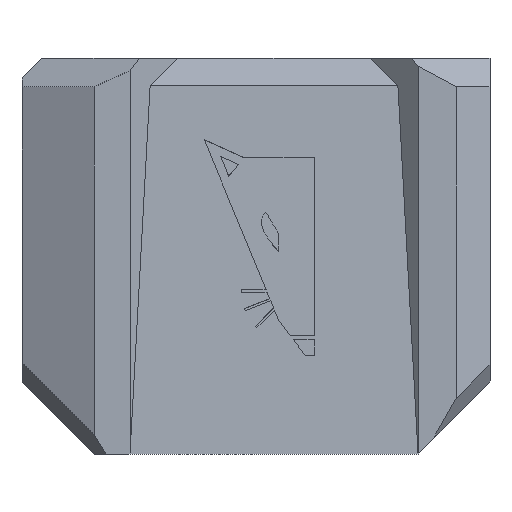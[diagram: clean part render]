
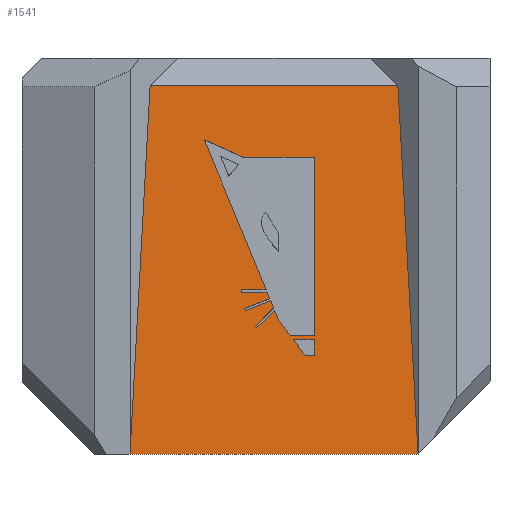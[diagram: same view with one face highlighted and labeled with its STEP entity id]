
A CAD part, front view. The second image highlights one B-rep face of the part: STEP entity #1541.
In plain terms, the highlighted planar face has unit normal (0, -0.999, 0.054).
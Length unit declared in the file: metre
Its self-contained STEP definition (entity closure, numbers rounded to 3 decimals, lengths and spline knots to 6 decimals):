
#32=CIRCLE('',#1646,0.008938);
#121=ORIENTED_EDGE('',*,*,#562,.F.);
#122=ORIENTED_EDGE('',*,*,#563,.F.);
#123=ORIENTED_EDGE('',*,*,#564,.F.);
#124=ORIENTED_EDGE('',*,*,#565,.F.);
#125=ORIENTED_EDGE('',*,*,#566,.T.);
#126=ORIENTED_EDGE('',*,*,#567,.T.);
#127=ORIENTED_EDGE('',*,*,#568,.T.);
#128=ORIENTED_EDGE('',*,*,#542,.T.);
#129=ORIENTED_EDGE('',*,*,#569,.T.);
#130=ORIENTED_EDGE('',*,*,#570,.F.);
#131=ORIENTED_EDGE('',*,*,#571,.T.);
#132=ORIENTED_EDGE('',*,*,#572,.F.);
#133=ORIENTED_EDGE('',*,*,#573,.F.);
#134=ORIENTED_EDGE('',*,*,#574,.F.);
#135=ORIENTED_EDGE('',*,*,#575,.F.);
#136=ORIENTED_EDGE('',*,*,#576,.F.);
#137=ORIENTED_EDGE('',*,*,#577,.T.);
#138=ORIENTED_EDGE('',*,*,#578,.T.);
#139=ORIENTED_EDGE('',*,*,#579,.F.);
#140=ORIENTED_EDGE('',*,*,#580,.T.);
#141=ORIENTED_EDGE('',*,*,#581,.F.);
#142=ORIENTED_EDGE('',*,*,#582,.F.);
#143=ORIENTED_EDGE('',*,*,#583,.F.);
#144=ORIENTED_EDGE('',*,*,#584,.F.);
#145=ORIENTED_EDGE('',*,*,#585,.F.);
#146=ORIENTED_EDGE('',*,*,#586,.F.);
#542=EDGE_CURVE('',#766,#765,#907,.T.);
#562=EDGE_CURVE('',#779,#780,#927,.T.);
#563=EDGE_CURVE('',#781,#779,#928,.T.);
#564=EDGE_CURVE('',#782,#781,#929,.T.);
#565=EDGE_CURVE('',#780,#782,#930,.T.);
#566=EDGE_CURVE('',#765,#783,#931,.F.);
#567=EDGE_CURVE('',#783,#784,#932,.T.);
#568=EDGE_CURVE('',#784,#766,#933,.T.);
#569=EDGE_CURVE('',#785,#786,#934,.T.);
#570=EDGE_CURVE('',#787,#786,#32,.T.);
#571=EDGE_CURVE('',#787,#788,#935,.T.);
#572=EDGE_CURVE('',#789,#788,#936,.T.);
#573=EDGE_CURVE('',#790,#789,#937,.T.);
#574=EDGE_CURVE('',#791,#790,#938,.T.);
#575=EDGE_CURVE('',#792,#791,#939,.T.);
#576=EDGE_CURVE('',#793,#792,#940,.T.);
#577=EDGE_CURVE('',#793,#794,#941,.T.);
#578=EDGE_CURVE('',#794,#795,#942,.T.);
#579=EDGE_CURVE('',#796,#795,#943,.T.);
#580=EDGE_CURVE('',#796,#797,#944,.T.);
#581=EDGE_CURVE('',#798,#797,#945,.T.);
#582=EDGE_CURVE('',#799,#798,#946,.T.);
#583=EDGE_CURVE('',#800,#799,#947,.T.);
#584=EDGE_CURVE('',#801,#800,#948,.T.);
#585=EDGE_CURVE('',#802,#801,#949,.T.);
#586=EDGE_CURVE('',#785,#802,#950,.T.);
#765=VERTEX_POINT('',#2252);
#766=VERTEX_POINT('',#2254);
#779=VERTEX_POINT('',#2292);
#780=VERTEX_POINT('',#2293);
#781=VERTEX_POINT('',#2295);
#782=VERTEX_POINT('',#2297);
#783=VERTEX_POINT('',#2300);
#784=VERTEX_POINT('',#2302);
#785=VERTEX_POINT('',#2305);
#786=VERTEX_POINT('',#2306);
#787=VERTEX_POINT('',#2308);
#788=VERTEX_POINT('',#2310);
#789=VERTEX_POINT('',#2312);
#790=VERTEX_POINT('',#2314);
#791=VERTEX_POINT('',#2316);
#792=VERTEX_POINT('',#2318);
#793=VERTEX_POINT('',#2320);
#794=VERTEX_POINT('',#2322);
#795=VERTEX_POINT('',#2324);
#796=VERTEX_POINT('',#2326);
#797=VERTEX_POINT('',#2328);
#798=VERTEX_POINT('',#2330);
#799=VERTEX_POINT('',#2332);
#800=VERTEX_POINT('',#2334);
#801=VERTEX_POINT('',#2336);
#802=VERTEX_POINT('',#2338);
#907=LINE('',#2253,#1104);
#927=LINE('',#2291,#1124);
#928=LINE('',#2294,#1125);
#929=LINE('',#2296,#1126);
#930=LINE('',#2298,#1127);
#931=LINE('',#2299,#1128);
#932=LINE('',#2301,#1129);
#933=LINE('',#2303,#1130);
#934=LINE('',#2304,#1131);
#935=LINE('',#2309,#1132);
#936=LINE('',#2311,#1133);
#937=LINE('',#2313,#1134);
#938=LINE('',#2315,#1135);
#939=LINE('',#2317,#1136);
#940=LINE('',#2319,#1137);
#941=LINE('',#2321,#1138);
#942=LINE('',#2323,#1139);
#943=LINE('',#2325,#1140);
#944=LINE('',#2327,#1141);
#945=LINE('',#2329,#1142);
#946=LINE('',#2331,#1143);
#947=LINE('',#2333,#1144);
#948=LINE('',#2335,#1145);
#949=LINE('',#2337,#1146);
#950=LINE('',#2339,#1147);
#1104=VECTOR('',#1800,1.);
#1124=VECTOR('',#1830,1.);
#1125=VECTOR('',#1831,1.);
#1126=VECTOR('',#1832,1.);
#1127=VECTOR('',#1833,1.);
#1128=VECTOR('',#1834,1.);
#1129=VECTOR('',#1835,1.);
#1130=VECTOR('',#1836,1.);
#1131=VECTOR('',#1837,1.);
#1132=VECTOR('',#1840,1.);
#1133=VECTOR('',#1841,1.);
#1134=VECTOR('',#1842,1.);
#1135=VECTOR('',#1843,1.);
#1136=VECTOR('',#1844,1.);
#1137=VECTOR('',#1845,1.);
#1138=VECTOR('',#1846,1.);
#1139=VECTOR('',#1847,1.);
#1140=VECTOR('',#1848,1.);
#1141=VECTOR('',#1849,1.);
#1142=VECTOR('',#1850,1.);
#1143=VECTOR('',#1851,1.);
#1144=VECTOR('',#1852,1.);
#1145=VECTOR('',#1853,1.);
#1146=VECTOR('',#1854,1.);
#1147=VECTOR('',#1855,1.);
#1275=EDGE_LOOP('',(#121,#122,#123,#124));
#1276=EDGE_LOOP('',(#125,#126,#127,#128));
#1277=EDGE_LOOP('',(#129,#130,#131,#132,#133,#134,#135,#136,#137,#138,#139,
#140,#141,#142,#143,#144,#145,#146));
#1373=FACE_BOUND('',#1275,.T.);
#1374=FACE_BOUND('',#1276,.T.);
#1375=FACE_BOUND('',#1277,.T.);
#1468=PLANE('',#1645);
#1541=ADVANCED_FACE('',(#1373,#1374,#1375),#1468,.F.);
#1645=AXIS2_PLACEMENT_3D('',#2290,#1828,#1829);
#1646=AXIS2_PLACEMENT_3D('',#2307,#1838,#1839);
#1800=DIRECTION('',(1.,0.,0.));
#1828=DIRECTION('',(0.,0.999,-0.054));
#1829=DIRECTION('',(0.,0.054,0.999));
#1830=DIRECTION('',(1.,0.,0.));
#1831=DIRECTION('',(0.603,-0.043,-0.797));
#1832=DIRECTION('',(-1.,0.,0.));
#1833=DIRECTION('',(0.,0.054,0.999));
#1834=DIRECTION('',(0.054,-0.054,-0.997));
#1835=DIRECTION('',(-1.,0.,0.));
#1836=DIRECTION('',(-0.054,-0.054,-0.997));
#1837=DIRECTION('',(-0.932,-0.02,-0.361));
#1838=DIRECTION('',(0.,-0.999,0.054));
#1839=DIRECTION('',(0.,-0.054,-0.999));
#1840=DIRECTION('',(0.933,0.02,0.36));
#1841=DIRECTION('',(0.381,-0.05,-0.923));
#1842=DIRECTION('',(1.,0.,0.));
#1843=DIRECTION('',(0.,-0.054,-0.999));
#1844=DIRECTION('',(-1.,0.,0.));
#1845=DIRECTION('',(0.381,-0.05,-0.923));
#1846=DIRECTION('',(0.911,-0.022,-0.411));
#1847=DIRECTION('',(1.,0.,0.004));
#1848=DIRECTION('',(0.,0.054,0.999));
#1849=DIRECTION('',(-1.,0.,0.));
#1850=DIRECTION('',(0.603,-0.043,-0.797));
#1851=DIRECTION('',(0.381,-0.05,-0.923));
#1852=DIRECTION('',(0.713,0.038,0.701));
#1853=DIRECTION('',(0.714,-0.038,-0.699));
#1854=DIRECTION('',(-0.707,-0.039,-0.706));
#1855=DIRECTION('',(0.381,-0.05,-0.923));
#2252=CARTESIAN_POINT('',(0.02,-0.02,-0.05));
#2253=CARTESIAN_POINT('',(-0.015,-0.02,-0.05));
#2254=CARTESIAN_POINT('',(-0.02,-0.02,-0.05));
#2290=CARTESIAN_POINT('',(-0.015,-0.0185,-0.0225));
#2291=CARTESIAN_POINT('',(0.004968,-0.019253,-0.036305));
#2292=CARTESIAN_POINT('',(0.004337,-0.019253,-0.036305));
#2293=CARTESIAN_POINT('',(0.005599,-0.019253,-0.036305));
#2294=CARTESIAN_POINT('',(0.003514,-0.019194,-0.035217));
#2295=CARTESIAN_POINT('',(0.002691,-0.019134,-0.034129));
#2296=CARTESIAN_POINT('',(0.004145,-0.019134,-0.034129));
#2297=CARTESIAN_POINT('',(0.005599,-0.019134,-0.034129));
#2298=CARTESIAN_POINT('',(0.005599,-0.019194,-0.035217));
#2299=CARTESIAN_POINT('',(0.018401,-0.018401,-0.020684));
#2300=CARTESIAN_POINT('',(0.017206,-0.017206,0.001218));
#2301=CARTESIAN_POINT('',(-0.017,-0.017206,0.001218));
#2302=CARTESIAN_POINT('',(-0.017206,-0.017206,0.001218));
#2303=CARTESIAN_POINT('',(-0.01849,-0.01849,-0.02231));
#2304=CARTESIAN_POINT('',(-0.002231,-0.018876,-0.0294));
#2305=CARTESIAN_POINT('',(-0.000466,-0.018839,-0.028718));
#2306=CARTESIAN_POINT('',(-0.003995,-0.018914,-0.030083));
#2307=CARTESIAN_POINT('',(0.004306,-0.018733,-0.026774));
#2308=CARTESIAN_POINT('',(-0.004108,-0.018897,-0.029786));
#2309=CARTESIAN_POINT('',(-0.002347,-0.01886,-0.029106));
#2310=CARTESIAN_POINT('',(-0.000586,-0.018823,-0.028427));
#2311=CARTESIAN_POINT('',(-0.000777,-0.018798,-0.027964));
#2312=CARTESIAN_POINT('',(-0.000967,-0.018773,-0.027501));
#2313=CARTESIAN_POINT('',(-0.002749,-0.018773,-0.027501));
#2314=CARTESIAN_POINT('',(-0.004531,-0.018773,-0.027501));
#2315=CARTESIAN_POINT('',(-0.004531,-0.018764,-0.027341));
#2316=CARTESIAN_POINT('',(-0.004531,-0.018755,-0.02718));
#2317=CARTESIAN_POINT('',(-0.002815,-0.018755,-0.02718));
#2318=CARTESIAN_POINT('',(-0.0011,-0.018755,-0.02718));
#2319=CARTESIAN_POINT('',(-0.005392,-0.018187,-0.016765));
#2320=CARTESIAN_POINT('',(-0.009684,-0.017619,-0.00635));
#2321=CARTESIAN_POINT('',(-0.006953,-0.017686,-0.007581));
#2322=CARTESIAN_POINT('',(-0.004222,-0.017753,-0.008813));
#2323=CARTESIAN_POINT('',(0.000688,-0.017752,-0.008794));
#2324=CARTESIAN_POINT('',(0.005599,-0.017751,-0.008776));
#2325=CARTESIAN_POINT('',(0.005599,-0.018427,-0.021156));
#2326=CARTESIAN_POINT('',(0.005599,-0.019102,-0.033535));
#2327=CARTESIAN_POINT('',(0.00392,-0.019102,-0.033535));
#2328=CARTESIAN_POINT('',(0.002242,-0.019102,-0.033535));
#2329=CARTESIAN_POINT('',(0.00145,-0.019045,-0.032489));
#2330=CARTESIAN_POINT('',(0.000658,-0.018988,-0.031442));
#2331=CARTESIAN_POINT('',(0.000369,-0.01895,-0.030742));
#2332=CARTESIAN_POINT('',(0.00008,-0.018911,-0.030041));
#2333=CARTESIAN_POINT('',(-0.001148,-0.018977,-0.031249));
#2334=CARTESIAN_POINT('',(-0.002377,-0.019043,-0.032457));
#2335=CARTESIAN_POINT('',(-0.002488,-0.019037,-0.032348));
#2336=CARTESIAN_POINT('',(-0.0026,-0.019031,-0.032238));
#2337=CARTESIAN_POINT('',(-0.00133,-0.018962,-0.03097));
#2338=CARTESIAN_POINT('',(-0.00006,-0.018893,-0.029702));
#2339=CARTESIAN_POINT('',(-0.000263,-0.018866,-0.02921));
